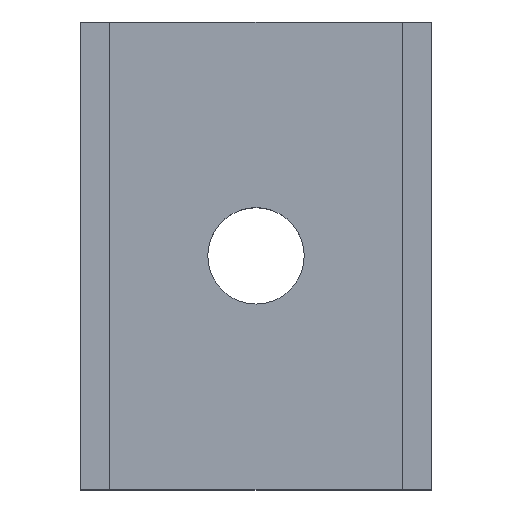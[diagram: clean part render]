
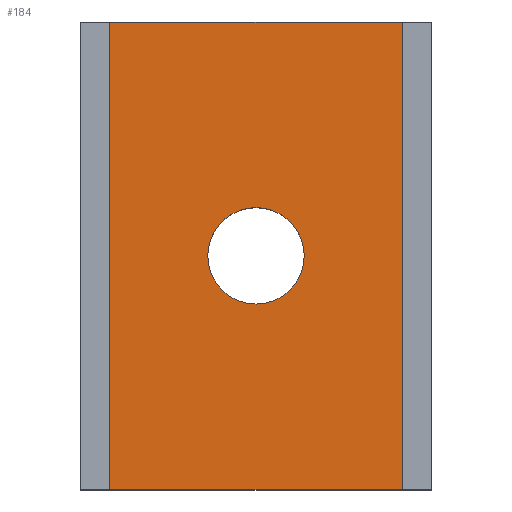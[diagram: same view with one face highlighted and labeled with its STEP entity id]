
A CAD part, top view. The second image highlights one B-rep face of the part: STEP entity #184.
In plain terms, the highlighted planar face has unit normal (0, 0, 1).
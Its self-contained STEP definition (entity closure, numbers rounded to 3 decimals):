
#112=EDGE_CURVE('',#126,#154,#282,.T.);
#116=EDGE_CURVE('',#126,#236,#286,.T.);
#126=VERTEX_POINT('',#297);
#132=EDGE_CURVE('',#222,#164,#303,.T.);
#148=EDGE_CURVE('',#154,#224,#322,.T.);
#154=VERTEX_POINT('',#328);
#164=VERTEX_POINT('',#339);
#180=EDGE_CURVE('',#164,#222,#355,.T.);
#184=ADVANCED_FACE('',(#359,#360),#361,.T.);
#218=EDGE_CURVE('',#224,#236,#401,.T.);
#222=VERTEX_POINT('',#405);
#224=VERTEX_POINT('',#407);
#236=VERTEX_POINT('',#420);
#282=LINE('',#461,#462);
#286=LINE('',#467,#468);
#297=CARTESIAN_POINT('',(10.0,16.0,5.5));
#303=CIRCLE('',#492,3.3);
#322=LINE('',#518,#519);
#328=CARTESIAN_POINT('',(-10.0,16.0,5.5));
#339=CARTESIAN_POINT('',(3.3,0.,5.5));
#355=CIRCLE('',#567,3.3);
#359=FACE_BOUND('',#573,.T.);
#360=FACE_OUTER_BOUND('',#574,.T.);
#361=PLANE('',#575);
#401=LINE('',#629,#630);
#405=CARTESIAN_POINT('',(-3.3,0.0,5.5));
#407=CARTESIAN_POINT('',(-10.0,-16.0,5.5));
#420=CARTESIAN_POINT('',(10.0,-16.0,5.5));
#461=CARTESIAN_POINT('',(10.0,16.0,5.5));
#462=VECTOR('',#698,1.0);
#467=CARTESIAN_POINT('',(10.0,16.0,5.5));
#468=VECTOR('',#699,1.0);
#492=AXIS2_PLACEMENT_3D('',#716,#717,#718);
#518=CARTESIAN_POINT('',(-10.0,16.0,5.5));
#519=VECTOR('',#745,1.0);
#567=AXIS2_PLACEMENT_3D('',#761,#762,#763);
#573=EDGE_LOOP('',(#766,#767));
#574=EDGE_LOOP('',(#768,#769,#770,#771));
#575=AXIS2_PLACEMENT_3D('',#772,#773,#774);
#629=CARTESIAN_POINT('',(10.0,-16.0,5.5));
#630=VECTOR('',#823,1.0);
#698=DIRECTION('',(-1.0,0.0,0.0));
#699=DIRECTION('',(0.0,-1.0,0.0));
#716=CARTESIAN_POINT('',(0.0,0.0,5.5));
#717=DIRECTION('',(0.0,0.0,-1.0));
#718=DIRECTION('',(1.0,0.0,0.0));
#745=DIRECTION('',(0.0,-1.0,0.0));
#761=CARTESIAN_POINT('',(0.0,0.0,5.5));
#762=DIRECTION('',(0.0,0.0,-1.0));
#763=DIRECTION('',(1.0,0.0,0.0));
#766=ORIENTED_EDGE('',*,*,#132,.T.);
#767=ORIENTED_EDGE('',*,*,#180,.T.);
#768=ORIENTED_EDGE('',*,*,#218,.T.);
#769=ORIENTED_EDGE('',*,*,#116,.F.);
#770=ORIENTED_EDGE('',*,*,#112,.T.);
#771=ORIENTED_EDGE('',*,*,#148,.T.);
#772=CARTESIAN_POINT('',(-10.0,16.0,5.5));
#773=DIRECTION('',(0.0,0.0,1.0));
#774=DIRECTION('',(0.0,-1.0,0.0));
#823=DIRECTION('',(1.0,0.0,0.0));
